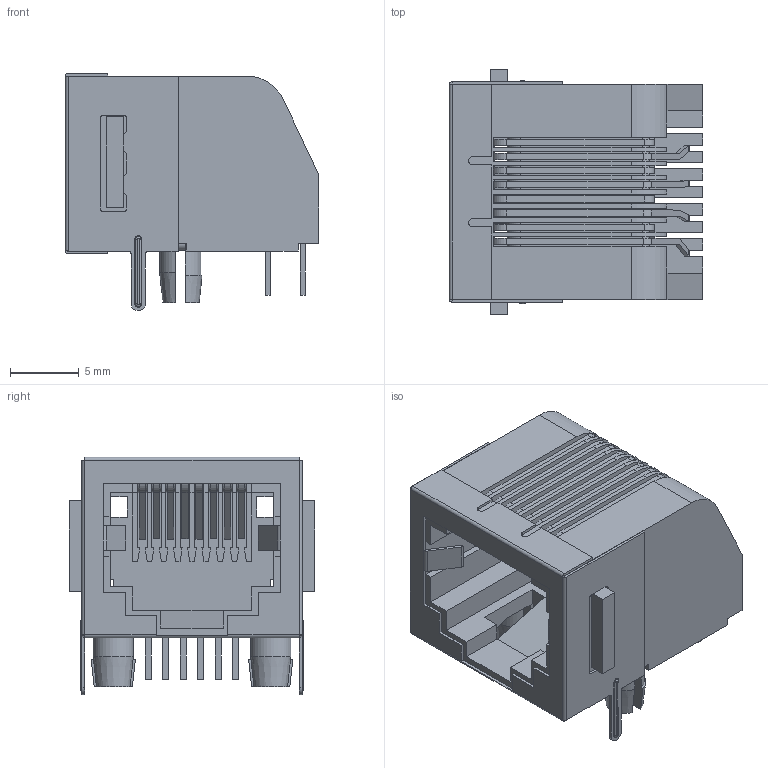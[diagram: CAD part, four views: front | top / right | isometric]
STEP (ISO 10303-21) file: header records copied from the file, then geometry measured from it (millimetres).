
FILE_DESCRIPTION( ( 'Unknown' ), '1' );
FILE_NAME( '615008143521.stp', 'Unknown', ( 'Unknown' ), ( 'Unknown' ), 'PSStep 17.0.49', 'Unknown', ' ' );
FILE_SCHEMA( ( 'AUTOMOTIVE_DESIGN { 1 0 10303 214 1 1 1 1 }' ) );
Length unit declared in the file: millimetre
Products named in the file (11): Assem1; Shielding; pin1; pin2; pin3; pin4; pin5; pin7; pin6; pin8; housing
Assembly tree (10 placements, depth 2):
  Assem1
    Shielding
    pin1
    pin2
    pin3
    pin4
    pin5
    pin7
    pin6
    pin8
    housing
Bounding box: 18.4 x 17.8 x 17.23 mm (x, y, z)
Volume: 1779.5 mm3; surface area: 4134.4 mm2
Topology: 10 solids, 10 shells, 638 faces, 1799 edges, 1160 vertices
Faces by surface type: plane 477, cylinder 125, bspline 20, cone 12, torus 4
Entity records: 25882 total; most frequent: CARTESIAN_POINT 4015, ORIENTED_EDGE 3588, DIRECTION 3278, EDGE_CURVE 1794, LINE 1488, VECTOR 1488, VERTEX_POINT 1160, AXIS2_PLACEMENT_3D 895
